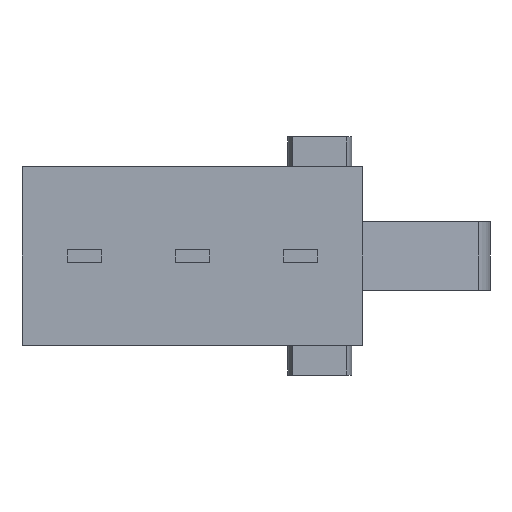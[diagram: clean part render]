
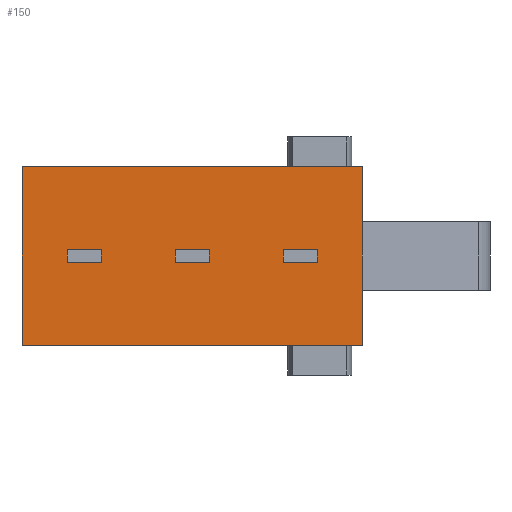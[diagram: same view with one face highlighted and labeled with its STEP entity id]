
A CAD part, front view. The second image highlights one B-rep face of the part: STEP entity #150.
In plain terms, the highlighted planar face has unit normal (0, -1, 0).
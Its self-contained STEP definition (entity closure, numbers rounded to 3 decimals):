
#150=ADVANCED_FACE('NONE',(#332,#333,#334,#335),#336,.F.);
#332=FACE_OUTER_BOUND('',#548,.T.);
#333=FACE_BOUND('',#549,.T.);
#334=FACE_BOUND('',#550,.T.);
#335=FACE_BOUND('',#551,.T.);
#336=PLANE('',#552);
#548=EDGE_LOOP('',(#894,#895,#896,#897));
#549=EDGE_LOOP('',(#898,#899,#900,#901));
#550=EDGE_LOOP('',(#902,#903,#904,#905));
#551=EDGE_LOOP('',(#906,#907,#908,#909));
#552=AXIS2_PLACEMENT_3D('',#910,#911,#912);
#894=ORIENTED_EDGE('',*,*,#1324,.T.);
#895=ORIENTED_EDGE('',*,*,#1331,.F.);
#896=ORIENTED_EDGE('',*,*,#1312,.F.);
#897=ORIENTED_EDGE('',*,*,#1332,.T.);
#898=ORIENTED_EDGE('',*,*,#1333,.F.);
#899=ORIENTED_EDGE('',*,*,#1334,.F.);
#900=ORIENTED_EDGE('',*,*,#1335,.F.);
#901=ORIENTED_EDGE('',*,*,#1336,.F.);
#902=ORIENTED_EDGE('',*,*,#1337,.F.);
#903=ORIENTED_EDGE('',*,*,#1338,.F.);
#904=ORIENTED_EDGE('',*,*,#1339,.F.);
#905=ORIENTED_EDGE('',*,*,#1340,.F.);
#906=ORIENTED_EDGE('',*,*,#1341,.F.);
#907=ORIENTED_EDGE('',*,*,#1342,.F.);
#908=ORIENTED_EDGE('',*,*,#1343,.F.);
#909=ORIENTED_EDGE('',*,*,#1344,.F.);
#910=CARTESIAN_POINT('',(-1.3,-4.7,2.1));
#911=DIRECTION('',(0.0,1.0,0.0));
#912=DIRECTION('',(1.0,0.0,-0.0));
#1312=EDGE_CURVE('NONE',#1579,#1581,#1582,.T.);
#1324=EDGE_CURVE('NONE',#1595,#1599,#1601,.T.);
#1331=EDGE_CURVE('NONE',#1581,#1599,#1610,.T.);
#1332=EDGE_CURVE('NONE',#1579,#1595,#1611,.T.);
#1333=EDGE_CURVE('NONE',#1612,#1613,#1614,.T.);
#1334=EDGE_CURVE('NONE',#1615,#1612,#1616,.T.);
#1335=EDGE_CURVE('NONE',#1617,#1615,#1618,.T.);
#1336=EDGE_CURVE('NONE',#1613,#1617,#1619,.T.);
#1337=EDGE_CURVE('NONE',#1620,#1621,#1622,.T.);
#1338=EDGE_CURVE('NONE',#1623,#1620,#1624,.T.);
#1339=EDGE_CURVE('NONE',#1625,#1623,#1626,.T.);
#1340=EDGE_CURVE('NONE',#1621,#1625,#1627,.T.);
#1341=EDGE_CURVE('NONE',#1628,#1629,#1630,.T.);
#1342=EDGE_CURVE('NONE',#1631,#1628,#1632,.T.);
#1343=EDGE_CURVE('NONE',#1633,#1631,#1634,.T.);
#1344=EDGE_CURVE('NONE',#1629,#1633,#1635,.T.);
#1579=VERTEX_POINT('NONE',#1924);
#1581=VERTEX_POINT('NONE',#1927);
#1582=LINE('',#1928,#1929);
#1595=VERTEX_POINT('NONE',#1946);
#1599=VERTEX_POINT('NONE',#1952);
#1601=LINE('',#1955,#1956);
#1610=LINE('',#1967,#1968);
#1611=LINE('',#1969,#1970);
#1612=VERTEX_POINT('NONE',#1971);
#1613=VERTEX_POINT('NONE',#1972);
#1614=LINE('',#1973,#1974);
#1615=VERTEX_POINT('NONE',#1975);
#1616=LINE('',#1976,#1977);
#1617=VERTEX_POINT('NONE',#1978);
#1618=LINE('',#1979,#1980);
#1619=LINE('',#1981,#1982);
#1620=VERTEX_POINT('NONE',#1983);
#1621=VERTEX_POINT('NONE',#1984);
#1622=LINE('',#1985,#1986);
#1623=VERTEX_POINT('NONE',#1987);
#1624=LINE('',#1988,#1989);
#1625=VERTEX_POINT('NONE',#1990);
#1626=LINE('',#1991,#1992);
#1627=LINE('',#1993,#1994);
#1628=VERTEX_POINT('NONE',#1995);
#1629=VERTEX_POINT('NONE',#1996);
#1630=LINE('',#1997,#1998);
#1631=VERTEX_POINT('NONE',#1999);
#1632=LINE('',#2000,#2001);
#1633=VERTEX_POINT('NONE',#2002);
#1634=LINE('',#2003,#2004);
#1635=LINE('',#2005,#2006);
#1924=CARTESIAN_POINT('',(-1.3,-4.7,2.1));
#1927=CARTESIAN_POINT('',(6.7,-4.7,2.1));
#1928=CARTESIAN_POINT('',(-1.3,-4.7,2.1));
#1929=VECTOR('',#2302,1000.0);
#1946=CARTESIAN_POINT('',(-1.3,-4.7,-2.1));
#1952=CARTESIAN_POINT('',(6.7,-4.7,-2.1));
#1955=CARTESIAN_POINT('',(-1.3,-4.7,-2.1));
#1956=VECTOR('',#2319,1000.0);
#1967=CARTESIAN_POINT('',(6.7,-4.7,2.1));
#1968=VECTOR('',#2331,1000.0);
#1969=CARTESIAN_POINT('',(-1.3,-4.7,2.1));
#1970=VECTOR('',#2332,1000.0);
#1971=CARTESIAN_POINT('',(3.1,-4.7,-0.15));
#1972=CARTESIAN_POINT('',(3.1,-4.7,0.15));
#1973=CARTESIAN_POINT('',(3.1,-4.7,0.15));
#1974=VECTOR('',#2333,1000.0);
#1975=CARTESIAN_POINT('',(2.3,-4.7,-0.15));
#1976=CARTESIAN_POINT('',(3.1,-4.7,-0.15));
#1977=VECTOR('',#2334,1000.0);
#1978=CARTESIAN_POINT('',(2.3,-4.7,0.15));
#1979=CARTESIAN_POINT('',(2.3,-4.7,0.15));
#1980=VECTOR('',#2335,1000.0);
#1981=CARTESIAN_POINT('',(3.1,-4.7,0.15));
#1982=VECTOR('',#2336,1000.0);
#1983=CARTESIAN_POINT('',(5.64,-4.7,-0.15));
#1984=CARTESIAN_POINT('',(5.64,-4.7,0.15));
#1985=CARTESIAN_POINT('',(5.64,-4.7,0.15));
#1986=VECTOR('',#2337,1000.0);
#1987=CARTESIAN_POINT('',(4.84,-4.7,-0.15));
#1988=CARTESIAN_POINT('',(5.64,-4.7,-0.15));
#1989=VECTOR('',#2338,1000.0);
#1990=CARTESIAN_POINT('',(4.84,-4.7,0.15));
#1991=CARTESIAN_POINT('',(4.84,-4.7,0.15));
#1992=VECTOR('',#2339,1000.0);
#1993=CARTESIAN_POINT('',(5.64,-4.7,0.15));
#1994=VECTOR('',#2340,1000.0);
#1995=CARTESIAN_POINT('',(0.56,-4.7,-0.15));
#1996=CARTESIAN_POINT('',(0.56,-4.7,0.15));
#1997=CARTESIAN_POINT('',(0.56,-4.7,0.15));
#1998=VECTOR('',#2341,1000.0);
#1999=CARTESIAN_POINT('',(-0.24,-4.7,-0.15));
#2000=CARTESIAN_POINT('',(0.56,-4.7,-0.15));
#2001=VECTOR('',#2342,1000.0);
#2002=CARTESIAN_POINT('',(-0.24,-4.7,0.15));
#2003=CARTESIAN_POINT('',(-0.24,-4.7,0.15));
#2004=VECTOR('',#2343,1000.0);
#2005=CARTESIAN_POINT('',(0.56,-4.7,0.15));
#2006=VECTOR('',#2344,1000.0);
#2302=DIRECTION('',(1.0,0.0,0.0));
#2319=DIRECTION('',(1.0,0.0,0.0));
#2331=DIRECTION('',(0.0,0.0,-1.0));
#2332=DIRECTION('',(0.0,0.0,-1.0));
#2333=DIRECTION('',(0.,0.0,1.0));
#2334=DIRECTION('',(1.0,0.0,0.));
#2335=DIRECTION('',(0.,0.0,-1.0));
#2336=DIRECTION('',(-1.0,0.0,0.));
#2337=DIRECTION('',(0.0,0.0,1.0));
#2338=DIRECTION('',(1.0,0.0,0.));
#2339=DIRECTION('',(0.0,0.0,-1.0));
#2340=DIRECTION('',(-1.0,0.0,0.));
#2341=DIRECTION('',(0.,0.0,1.0));
#2342=DIRECTION('',(1.0,0.0,0.));
#2343=DIRECTION('',(0.,0.0,-1.0));
#2344=DIRECTION('',(-1.0,0.0,0.));
